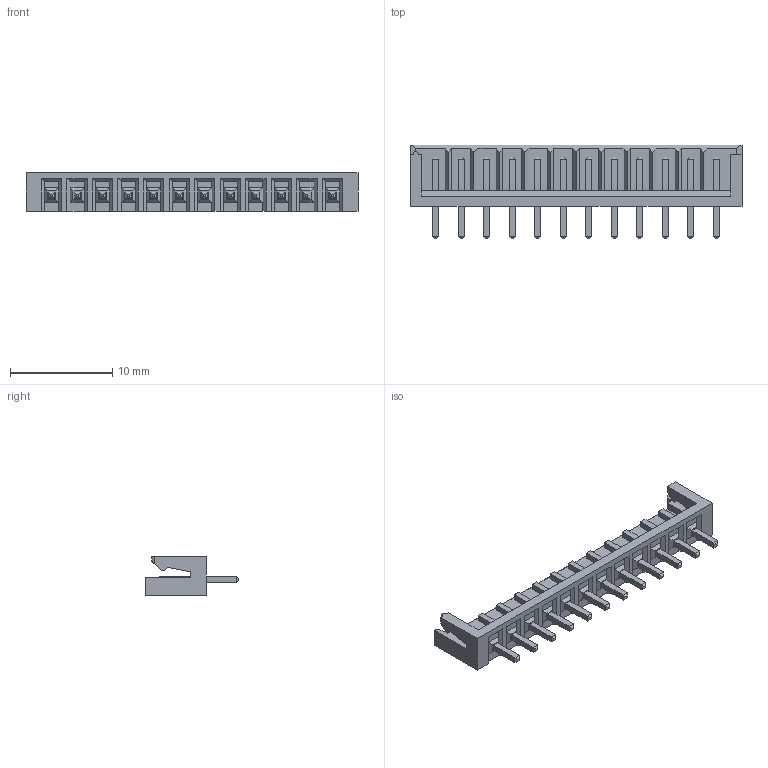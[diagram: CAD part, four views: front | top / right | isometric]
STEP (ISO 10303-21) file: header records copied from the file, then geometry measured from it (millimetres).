
FILE_DESCRIPTION (( 'STEP AP214' ), '1' );
FILE_NAME ('JST-B12B-EH-A.STEP', '2020-12-30T02:26:53', ( '' ), ( '' ), 'SwSTEP 2.0', 'SolidWorks 2020', '' );
FILE_SCHEMA (( 'AUTOMOTIVE_DESIGN' ));
Length unit declared in the file: millimetre
Products named in the file (1): JST-B12B-EH-A
Bounding box: 32.5 x 9.2 x 3.8 mm (x, y, z)
Volume: 274.1 mm3; surface area: 913.1 mm2
Topology: 1 solids, 1 shells, 408 faces, 1000 edges, 618 vertices
Faces by surface type: plane 407, cylinder 1
Entity records: 16079 total; most frequent: CARTESIAN_POINT 2030, ORIENTED_EDGE 2000, DIRECTION 1818, EDGE_CURVE 1000, VECTOR 998, LINE 998, VERTEX_POINT 618, EDGE_LOOP 432
